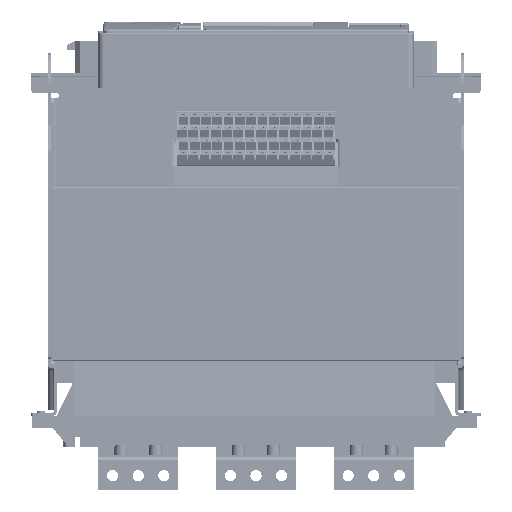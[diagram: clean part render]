
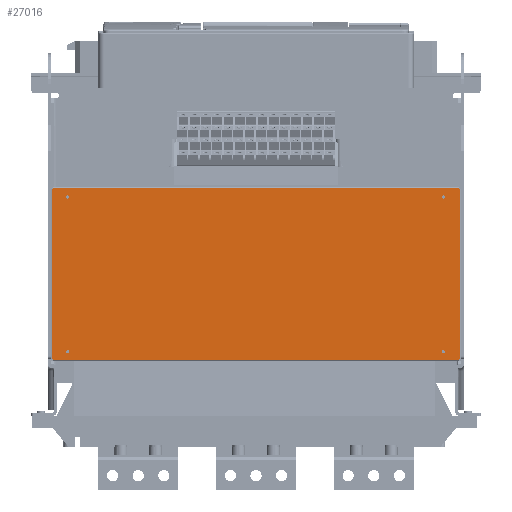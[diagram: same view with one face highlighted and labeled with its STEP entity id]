
A CAD part, front view. The second image highlights one B-rep face of the part: STEP entity #27016.
In plain terms, the highlighted face is planar.
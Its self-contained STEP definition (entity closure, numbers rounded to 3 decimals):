
#24325=DIRECTION('',(0.,1.,0.));
#24326=VECTOR('',#24325,1.);
#24327=CARTESIAN_POINT('',(198.5,83.,0.));
#24328=LINE('',#24327,#24326);
#24332=DIRECTION('',(-1.,0.,0.));
#24333=VECTOR('',#24332,1.);
#24334=CARTESIAN_POINT('',(-198.5,83.,0.));
#24335=LINE('',#24334,#24333);
#24339=DIRECTION('',(0.,-1.,0.));
#24340=VECTOR('',#24339,1.);
#24341=CARTESIAN_POINT('',(-198.5,-83.,0.));
#24342=LINE('',#24341,#24340);
#24346=DIRECTION('',(1.,0.,0.));
#24347=VECTOR('',#24346,1.);
#24348=CARTESIAN_POINT('',(198.5,-83.,0.));
#24349=LINE('',#24348,#24347);
#24353=CARTESIAN_POINT('',(183.,76.,0.));
#24354=DIRECTION('',(0.,0.,-1.));
#24355=DIRECTION('',(-1.,0.,0.));
#24356=AXIS2_PLACEMENT_3D('',#24353,#24354,#24355);
#24361=CARTESIAN_POINT('',(183.,76.,0.));
#24362=DIRECTION('',(0.,0.,-1.));
#24363=DIRECTION('',(1.,0.,0.));
#24364=AXIS2_PLACEMENT_3D('',#24361,#24362,#24363);
#24369=CARTESIAN_POINT('',(-184.,-75.,0.));
#24370=DIRECTION('',(0.,0.,-1.));
#24371=DIRECTION('',(-1.,0.,0.));
#24372=AXIS2_PLACEMENT_3D('',#24369,#24370,#24371);
#24377=CARTESIAN_POINT('',(-184.,-75.,0.));
#24378=DIRECTION('',(0.,0.,-1.));
#24379=DIRECTION('',(1.,0.,0.));
#24380=AXIS2_PLACEMENT_3D('',#24377,#24378,#24379);
#24385=CARTESIAN_POINT('',(183.,-75.,0.));
#24386=DIRECTION('',(0.,0.,-1.));
#24387=DIRECTION('',(-1.,0.,0.));
#24388=AXIS2_PLACEMENT_3D('',#24385,#24386,#24387);
#24393=CARTESIAN_POINT('',(183.,-75.,0.));
#24394=DIRECTION('',(0.,0.,-1.));
#24395=DIRECTION('',(1.,0.,0.));
#24396=AXIS2_PLACEMENT_3D('',#24393,#24394,#24395);
#24401=CARTESIAN_POINT('',(-184.,76.,0.));
#24402=DIRECTION('',(0.,0.,-1.));
#24403=DIRECTION('',(-1.,0.,0.));
#24404=AXIS2_PLACEMENT_3D('',#24401,#24402,#24403);
#24409=CARTESIAN_POINT('',(-184.,76.,0.));
#24410=DIRECTION('',(0.,0.,-1.));
#24411=DIRECTION('',(1.,0.,0.));
#24412=AXIS2_PLACEMENT_3D('',#24409,#24410,#24411);
#24424=DIRECTION('',(0.,-1.,0.));
#24425=VECTOR('',#24424,166.);
#24426=CARTESIAN_POINT('',(199.5,83.,0.));
#24427=LINE('',#24426,#24425);
#24461=DIRECTION('',(0.,-1.,0.));
#24462=VECTOR('',#24461,1.);
#24463=CARTESIAN_POINT('',(198.5,-83.,0.));
#24464=LINE('',#24463,#24462);
#24475=DIRECTION('',(-1.,0.,0.));
#24476=VECTOR('',#24475,397.);
#24477=CARTESIAN_POINT('',(198.5,-84.,0.));
#24478=LINE('',#24477,#24476);
#24512=DIRECTION('',(-1.,0.,0.));
#24513=VECTOR('',#24512,1.);
#24514=CARTESIAN_POINT('',(-198.5,-83.,0.));
#24515=LINE('',#24514,#24513);
#24526=DIRECTION('',(0.,1.,0.));
#24527=VECTOR('',#24526,166.);
#24528=CARTESIAN_POINT('',(-199.5,-83.,0.));
#24529=LINE('',#24528,#24527);
#24563=DIRECTION('',(0.,1.,0.));
#24564=VECTOR('',#24563,1.);
#24565=CARTESIAN_POINT('',(-198.5,83.,0.));
#24566=LINE('',#24565,#24564);
#24577=DIRECTION('',(1.,0.,0.));
#24578=VECTOR('',#24577,397.);
#24579=CARTESIAN_POINT('',(-198.5,84.,0.));
#24580=LINE('',#24579,#24578);
#24614=DIRECTION('',(1.,0.,0.));
#24615=VECTOR('',#24614,1.);
#24616=CARTESIAN_POINT('',(198.5,83.,0.));
#24617=LINE('',#24616,#24615);
#26557=CARTESIAN_POINT('',(199.5,83.,0.));
#26558=CARTESIAN_POINT('',(199.5,-83.,0.));
#26559=VERTEX_POINT('',#26557);
#26560=VERTEX_POINT('',#26558);
#26561=CARTESIAN_POINT('',(198.5,83.,0.));
#26562=VERTEX_POINT('',#26561);
#26563=CARTESIAN_POINT('',(198.5,84.,0.));
#26564=VERTEX_POINT('',#26563);
#26565=CARTESIAN_POINT('',(-198.5,84.,0.));
#26566=VERTEX_POINT('',#26565);
#26567=CARTESIAN_POINT('',(-198.5,83.,0.));
#26568=VERTEX_POINT('',#26567);
#26569=CARTESIAN_POINT('',(-199.5,83.,0.));
#26570=VERTEX_POINT('',#26569);
#26571=CARTESIAN_POINT('',(-199.5,-83.,0.));
#26572=VERTEX_POINT('',#26571);
#26573=CARTESIAN_POINT('',(-198.5,-83.,0.));
#26574=VERTEX_POINT('',#26573);
#26575=CARTESIAN_POINT('',(-198.5,-84.,0.));
#26576=VERTEX_POINT('',#26575);
#26577=CARTESIAN_POINT('',(198.5,-84.,0.));
#26578=VERTEX_POINT('',#26577);
#26579=CARTESIAN_POINT('',(198.5,-83.,0.));
#26580=VERTEX_POINT('',#26579);
#26581=CARTESIAN_POINT('',(181.4,76.,0.));
#26582=CARTESIAN_POINT('',(184.6,76.,0.));
#26583=VERTEX_POINT('',#26581);
#26584=VERTEX_POINT('',#26582);
#26585=CARTESIAN_POINT('',(-185.6,-75.,0.));
#26586=CARTESIAN_POINT('',(-182.4,-75.,0.));
#26587=VERTEX_POINT('',#26585);
#26588=VERTEX_POINT('',#26586);
#26589=CARTESIAN_POINT('',(181.4,-75.,0.));
#26590=CARTESIAN_POINT('',(184.6,-75.,0.));
#26591=VERTEX_POINT('',#26589);
#26592=VERTEX_POINT('',#26590);
#26593=CARTESIAN_POINT('',(-185.6,76.,0.));
#26594=CARTESIAN_POINT('',(-182.4,76.,0.));
#26595=VERTEX_POINT('',#26593);
#26596=VERTEX_POINT('',#26594);
#26961=CARTESIAN_POINT('',(0.,0.,0.));
#26962=DIRECTION('',(0.,0.,1.));
#26963=DIRECTION('',(1.,0.,0.));
#26964=AXIS2_PLACEMENT_3D('',#26961,#26962,#26963);
#26965=PLANE('',#26964);
#26967=ORIENTED_EDGE('',*,*,#26966,.F.);
#26969=ORIENTED_EDGE('',*,*,#26968,.F.);
#26971=ORIENTED_EDGE('',*,*,#26970,.T.);
#26973=ORIENTED_EDGE('',*,*,#26972,.F.);
#26975=ORIENTED_EDGE('',*,*,#26974,.F.);
#26977=ORIENTED_EDGE('',*,*,#26976,.T.);
#26979=ORIENTED_EDGE('',*,*,#26978,.F.);
#26981=ORIENTED_EDGE('',*,*,#26980,.F.);
#26983=ORIENTED_EDGE('',*,*,#26982,.T.);
#26985=ORIENTED_EDGE('',*,*,#26984,.F.);
#26987=ORIENTED_EDGE('',*,*,#26986,.F.);
#26989=ORIENTED_EDGE('',*,*,#26988,.T.);
#26990=EDGE_LOOP('',(#26967,#26969,#26971,#26973,#26975,#26977,#26979,#26981,
#26983,#26985,#26987,#26989));
#26991=FACE_OUTER_BOUND('',#26990,.F.);
#26993=ORIENTED_EDGE('',*,*,#26992,.T.);
#26995=ORIENTED_EDGE('',*,*,#26994,.T.);
#26996=EDGE_LOOP('',(#26993,#26995));
#26997=FACE_BOUND('',#26996,.F.);
#26999=ORIENTED_EDGE('',*,*,#26998,.T.);
#27001=ORIENTED_EDGE('',*,*,#27000,.T.);
#27002=EDGE_LOOP('',(#26999,#27001));
#27003=FACE_BOUND('',#27002,.F.);
#27005=ORIENTED_EDGE('',*,*,#27004,.T.);
#27007=ORIENTED_EDGE('',*,*,#27006,.T.);
#27008=EDGE_LOOP('',(#27005,#27007));
#27009=FACE_BOUND('',#27008,.F.);
#27011=ORIENTED_EDGE('',*,*,#27010,.T.);
#27013=ORIENTED_EDGE('',*,*,#27012,.T.);
#27014=EDGE_LOOP('',(#27011,#27013));
#27015=FACE_BOUND('',#27014,.F.);
#27016=ADVANCED_FACE('',(#26991,#26997,#27003,#27009,#27015),#26965,.F.);
#24357=CIRCLE('',#24356,1.6);
#24365=CIRCLE('',#24364,1.6);
#24373=CIRCLE('',#24372,1.6);
#24381=CIRCLE('',#24380,1.6);
#24389=CIRCLE('',#24388,1.6);
#24397=CIRCLE('',#24396,1.6);
#24405=CIRCLE('',#24404,1.6);
#24413=CIRCLE('',#24412,1.6);
#26966=EDGE_CURVE('',#26559,#26560,#24427,.T.);
#26968=EDGE_CURVE('',#26562,#26559,#24617,.T.);
#26970=EDGE_CURVE('',#26562,#26564,#24328,.T.);
#26972=EDGE_CURVE('',#26566,#26564,#24580,.T.);
#26974=EDGE_CURVE('',#26568,#26566,#24566,.T.);
#26976=EDGE_CURVE('',#26568,#26570,#24335,.T.);
#26978=EDGE_CURVE('',#26572,#26570,#24529,.T.);
#26980=EDGE_CURVE('',#26574,#26572,#24515,.T.);
#26982=EDGE_CURVE('',#26574,#26576,#24342,.T.);
#26984=EDGE_CURVE('',#26578,#26576,#24478,.T.);
#26986=EDGE_CURVE('',#26580,#26578,#24464,.T.);
#26988=EDGE_CURVE('',#26580,#26560,#24349,.T.);
#26992=EDGE_CURVE('',#26583,#26584,#24357,.T.);
#26994=EDGE_CURVE('',#26584,#26583,#24365,.T.);
#26998=EDGE_CURVE('',#26587,#26588,#24373,.T.);
#27000=EDGE_CURVE('',#26588,#26587,#24381,.T.);
#27004=EDGE_CURVE('',#26591,#26592,#24389,.T.);
#27006=EDGE_CURVE('',#26592,#26591,#24397,.T.);
#27010=EDGE_CURVE('',#26595,#26596,#24405,.T.);
#27012=EDGE_CURVE('',#26596,#26595,#24413,.T.);
